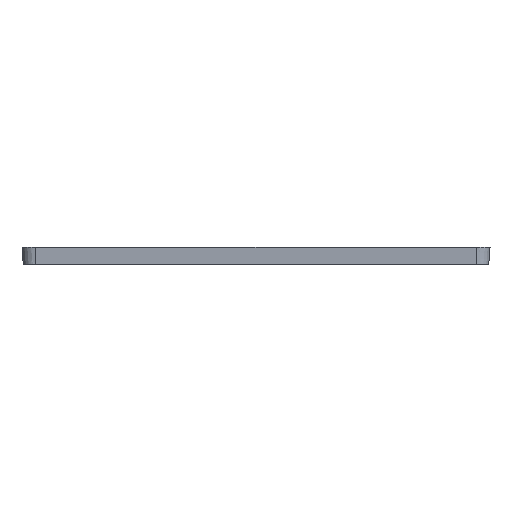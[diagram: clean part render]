
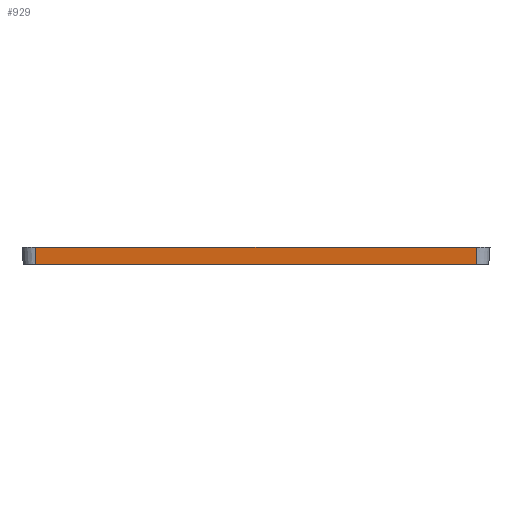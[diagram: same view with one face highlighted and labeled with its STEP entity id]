
A CAD part, left-side view. The second image highlights one B-rep face of the part: STEP entity #929.
In plain terms, the highlighted planar face has unit normal (-0.998, 0, -0.07).
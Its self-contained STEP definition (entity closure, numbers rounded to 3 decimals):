
#95 = VERTEX_POINT('',#96);
#96 = CARTESIAN_POINT('',(-125.,63.139,0.));
#103 = EDGE_CURVE('',#95,#104,#106,.T.);
#104 = VERTEX_POINT('',#105);
#105 = CARTESIAN_POINT('',(-125.,-63.139,0.));
#106 = LINE('',#107,#108);
#107 = CARTESIAN_POINT('',(-125.,63.139,0.));
#108 = VECTOR('',#109,1.);
#109 = DIRECTION('',(0.,-1.,0.));
#532 = VERTEX_POINT('',#533);
#533 = CARTESIAN_POINT('',(-125.35,63.139,5.));
#540 = EDGE_CURVE('',#532,#541,#543,.T.);
#541 = VERTEX_POINT('',#542);
#542 = CARTESIAN_POINT('',(-125.35,-63.139,5.));
#543 = LINE('',#544,#545);
#544 = CARTESIAN_POINT('',(-125.35,63.139,5.));
#545 = VECTOR('',#546,1.);
#546 = DIRECTION('',(-0.,-1.,0.));
#920 = EDGE_CURVE('',#104,#541,#921,.T.);
#921 = B_SPLINE_CURVE_WITH_KNOTS('',1,(#922,#923),.UNSPECIFIED.,.F.,.F.,
  (2,2),(0.,1.),.PIECEWISE_BEZIER_KNOTS.);
#922 = CARTESIAN_POINT('',(-125.,-63.139,0.));
#923 = CARTESIAN_POINT('',(-125.35,-63.139,5.));
#929 = ADVANCED_FACE('',(#930),#940,.T.);
#930 = FACE_BOUND('',#931,.T.);
#931 = EDGE_LOOP('',(#932,#933,#934,#935));
#932 = ORIENTED_EDGE('',*,*,#103,.T.);
#933 = ORIENTED_EDGE('',*,*,#920,.T.);
#934 = ORIENTED_EDGE('',*,*,#540,.F.);
#935 = ORIENTED_EDGE('',*,*,#936,.F.);
#936 = EDGE_CURVE('',#95,#532,#937,.T.);
#937 = B_SPLINE_CURVE_WITH_KNOTS('',1,(#938,#939),.UNSPECIFIED.,.F.,.F.,
  (2,2),(0.,1.),.PIECEWISE_BEZIER_KNOTS.);
#938 = CARTESIAN_POINT('',(-125.,63.139,0.));
#939 = CARTESIAN_POINT('',(-125.35,63.139,5.));
#940 = PLANE('',#941);
#941 = AXIS2_PLACEMENT_3D('',#942,#943,#944);
#942 = CARTESIAN_POINT('',(-125.35,63.139,5.));
#943 = DIRECTION('',(-0.998,0.,
    -0.07));
#944 = DIRECTION('',(0.,-1.,0.));
